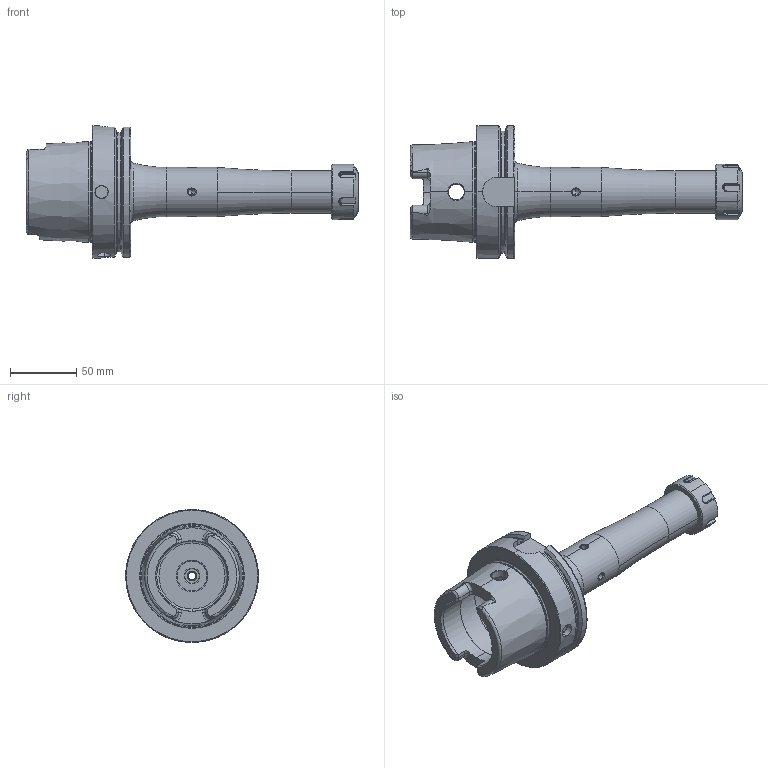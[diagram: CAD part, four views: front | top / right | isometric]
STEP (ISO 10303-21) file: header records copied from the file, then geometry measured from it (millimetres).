
FILE_DESCRIPTION (( 'STEP AP203' ), '1' );
FILE_NAME ('HA0.E25.K01.200.STEP', '2018-02-16T10:55:03', ( 'SWIAdmin' ), ( 'Hewlett-Packard Company' ), 'SwSTEP 2.0', 'SolidWorks 2017', '' );
FILE_SCHEMA (( 'CONFIG_CONTROL_DESIGN' ));
Length unit declared in the file: millimetre
Products named in the file (4): ERU-AN5.K01.020_A; E25-ER1.001.020; HA0.E25.K01.200; HA0-E25.K01.200_C_Fertigbearbeitung
Assembly tree (3 placements, depth 2):
  HA0.E25.K01.200
    HA0-E25.K01.200_C_Fertigbearbeitung
    ERU-AN5.K01.020_A
    E25-ER1.001.020
Bounding box: 249.9 x 100 x 100 mm (x, y, z)
Volume: 395609.3 mm3; surface area: 80974.7 mm2
Topology: 3 solids, 3 shells, 338 faces, 848 edges, 513 vertices
Faces by surface type: plane 125, cone 83, cylinder 81, torus 45, bspline 4
Entity records: 12376 total; most frequent: CARTESIAN_POINT 4115, ORIENTED_EDGE 1680, DIRECTION 1620, EDGE_CURVE 840, AXIS2_PLACEMENT_3D 636, VERTEX_POINT 513, EDGE_LOOP 353, VECTOR 348
